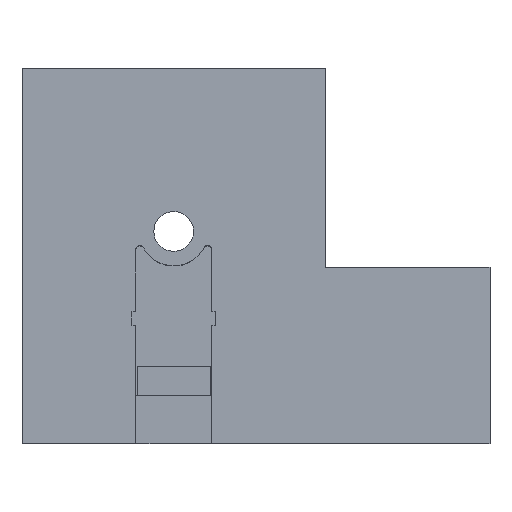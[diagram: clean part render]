
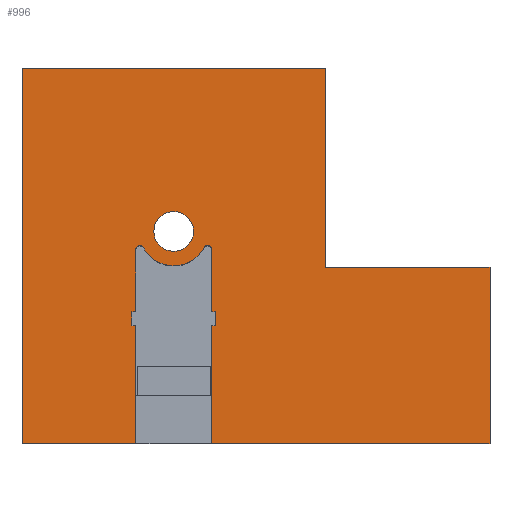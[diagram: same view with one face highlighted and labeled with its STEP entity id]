
A CAD part, top view. The second image highlights one B-rep face of the part: STEP entity #996.
In plain terms, the highlighted planar face has unit normal (0, 0, 1).
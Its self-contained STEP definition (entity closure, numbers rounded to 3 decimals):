
#56=CARTESIAN_POINT('Line Origine',(4.29,0.,14.9)) ;
#60=CARTESIAN_POINT('Vertex',(8.58,0.,14.9)) ;
#62=CARTESIAN_POINT('Vertex',(0.,0.,14.9)) ;
#83=CARTESIAN_POINT('Vertex',(35.26,0.,14.9)) ;
#86=CARTESIAN_POINT('Line Origine',(24.77,0.,14.9)) ;
#90=CARTESIAN_POINT('Vertex',(14.28,0.,14.9)) ;
#829=CARTESIAN_POINT('Axis2P3D Location',(0.,28.3,14.9)) ;
#834=CARTESIAN_POINT('Line Origine',(35.26,6.65,14.9)) ;
#838=CARTESIAN_POINT('Vertex',(35.26,13.3,14.9)) ;
#841=CARTESIAN_POINT('Line Origine',(29.06,13.3,14.9)) ;
#845=CARTESIAN_POINT('Vertex',(22.86,13.3,14.9)) ;
#848=CARTESIAN_POINT('Line Origine',(22.86,20.8,14.9)) ;
#852=CARTESIAN_POINT('Vertex',(22.86,28.3,14.9)) ;
#855=CARTESIAN_POINT('Line Origine',(11.43,28.3,14.9)) ;
#859=CARTESIAN_POINT('Vertex',(0.,28.3,14.9)) ;
#862=CARTESIAN_POINT('Line Origine',(0.,14.15,14.9)) ;
#867=CARTESIAN_POINT('Line Origine',(8.58,4.45,14.9)) ;
#871=CARTESIAN_POINT('Vertex',(8.58,8.9,14.9)) ;
#874=CARTESIAN_POINT('Line Origine',(8.43,8.9,14.9)) ;
#878=CARTESIAN_POINT('Vertex',(8.28,8.9,14.9)) ;
#881=CARTESIAN_POINT('Line Origine',(8.28,9.425,14.9)) ;
#885=CARTESIAN_POINT('Vertex',(8.28,9.95,14.9)) ;
#888=CARTESIAN_POINT('Line Origine',(8.43,9.95,14.9)) ;
#892=CARTESIAN_POINT('Vertex',(8.58,9.95,14.9)) ;
#895=CARTESIAN_POINT('Line Origine',(8.58,12.284,14.9)) ;
#899=CARTESIAN_POINT('Vertex',(8.58,14.619,14.9)) ;
#902=CARTESIAN_POINT('Axis2P3D Location',(8.88,14.619,14.9)) ;
#906=CARTESIAN_POINT('Vertex',(9.144,14.762,14.9)) ;
#909=CARTESIAN_POINT('Axis2P3D Location',(11.43,16.,14.9)) ;
#913=CARTESIAN_POINT('Vertex',(13.716,14.762,14.9)) ;
#916=CARTESIAN_POINT('Axis2P3D Location',(13.98,14.619,14.9)) ;
#920=CARTESIAN_POINT('Vertex',(14.28,14.619,14.9)) ;
#923=CARTESIAN_POINT('Line Origine',(14.28,12.284,14.9)) ;
#927=CARTESIAN_POINT('Vertex',(14.28,9.95,14.9)) ;
#930=CARTESIAN_POINT('Line Origine',(14.43,9.95,14.9)) ;
#934=CARTESIAN_POINT('Vertex',(14.58,9.95,14.9)) ;
#937=CARTESIAN_POINT('Line Origine',(14.58,9.425,14.9)) ;
#941=CARTESIAN_POINT('Vertex',(14.58,8.9,14.9)) ;
#944=CARTESIAN_POINT('Line Origine',(14.43,8.9,14.9)) ;
#948=CARTESIAN_POINT('Vertex',(14.28,8.9,14.9)) ;
#951=CARTESIAN_POINT('Line Origine',(14.28,4.45,14.9)) ;
#978=CARTESIAN_POINT('Axis2P3D Location',(11.43,16.,14.9)) ;
#982=CARTESIAN_POINT('Vertex',(12.93,16.,14.9)) ;
#984=CARTESIAN_POINT('Vertex',(9.93,16.,14.9)) ;
#987=CARTESIAN_POINT('Axis2P3D Location',(11.43,16.,14.9)) ;
#57=DIRECTION('Vector Direction',(-1.,0.,0.)) ;
#87=DIRECTION('Vector Direction',(-1.,0.,0.)) ;
#830=DIRECTION('Axis2P3D Direction',(-0.,0.,1.)) ;
#831=DIRECTION('Axis2P3D XDirection',(0.,-1.,0.)) ;
#835=DIRECTION('Vector Direction',(0.,1.,0.)) ;
#842=DIRECTION('Vector Direction',(-1.,0.,0.)) ;
#849=DIRECTION('Vector Direction',(0.,-1.,0.)) ;
#856=DIRECTION('Vector Direction',(1.,0.,0.)) ;
#863=DIRECTION('Vector Direction',(0.,-1.,0.)) ;
#868=DIRECTION('Vector Direction',(0.,-1.,0.)) ;
#875=DIRECTION('Vector Direction',(1.,0.,0.)) ;
#882=DIRECTION('Vector Direction',(0.,-1.,0.)) ;
#889=DIRECTION('Vector Direction',(-1.,0.,0.)) ;
#896=DIRECTION('Vector Direction',(0.,-1.,0.)) ;
#903=DIRECTION('Axis2P3D Direction',(-0.,0.,1.)) ;
#910=DIRECTION('Axis2P3D Direction',(-0.,0.,1.)) ;
#917=DIRECTION('Axis2P3D Direction',(-0.,0.,1.)) ;
#924=DIRECTION('Vector Direction',(0.,1.,0.)) ;
#931=DIRECTION('Vector Direction',(-1.,0.,0.)) ;
#938=DIRECTION('Vector Direction',(0.,1.,0.)) ;
#945=DIRECTION('Vector Direction',(1.,0.,0.)) ;
#952=DIRECTION('Vector Direction',(0.,1.,0.)) ;
#979=DIRECTION('Axis2P3D Direction',(-0.,0.,1.)) ;
#988=DIRECTION('Axis2P3D Direction',(-0.,0.,1.)) ;
#832=AXIS2_PLACEMENT_3D('Plane Axis2P3D',#829,#830,#831) ;
#904=AXIS2_PLACEMENT_3D('Circle Axis2P3D',#902,#903,$) ;
#911=AXIS2_PLACEMENT_3D('Circle Axis2P3D',#909,#910,$) ;
#918=AXIS2_PLACEMENT_3D('Circle Axis2P3D',#916,#917,$) ;
#980=AXIS2_PLACEMENT_3D('Circle Axis2P3D',#978,#979,$) ;
#989=AXIS2_PLACEMENT_3D('Circle Axis2P3D',#987,#988,$) ;
#957=ORIENTED_EDGE('',*,*,#92,.F.) ;
#958=ORIENTED_EDGE('',*,*,#840,.T.) ;
#959=ORIENTED_EDGE('',*,*,#847,.T.) ;
#960=ORIENTED_EDGE('',*,*,#854,.T.) ;
#961=ORIENTED_EDGE('',*,*,#861,.F.) ;
#962=ORIENTED_EDGE('',*,*,#866,.F.) ;
#963=ORIENTED_EDGE('',*,*,#64,.F.) ;
#964=ORIENTED_EDGE('',*,*,#873,.F.) ;
#965=ORIENTED_EDGE('',*,*,#880,.F.) ;
#966=ORIENTED_EDGE('',*,*,#887,.F.) ;
#967=ORIENTED_EDGE('',*,*,#894,.F.) ;
#968=ORIENTED_EDGE('',*,*,#901,.F.) ;
#969=ORIENTED_EDGE('',*,*,#908,.F.) ;
#970=ORIENTED_EDGE('',*,*,#915,.F.) ;
#971=ORIENTED_EDGE('',*,*,#922,.F.) ;
#972=ORIENTED_EDGE('',*,*,#929,.F.) ;
#973=ORIENTED_EDGE('',*,*,#936,.F.) ;
#974=ORIENTED_EDGE('',*,*,#943,.F.) ;
#975=ORIENTED_EDGE('',*,*,#950,.F.) ;
#976=ORIENTED_EDGE('',*,*,#955,.F.) ;
#993=ORIENTED_EDGE('',*,*,#986,.F.) ;
#994=ORIENTED_EDGE('',*,*,#991,.F.) ;
#995=FACE_BOUND('',#992,.T.) ;
#58=VECTOR('Line Direction',#57,1.) ;
#88=VECTOR('Line Direction',#87,1.) ;
#836=VECTOR('Line Direction',#835,1.) ;
#843=VECTOR('Line Direction',#842,1.) ;
#850=VECTOR('Line Direction',#849,1.) ;
#857=VECTOR('Line Direction',#856,1.) ;
#864=VECTOR('Line Direction',#863,1.) ;
#869=VECTOR('Line Direction',#868,1.) ;
#876=VECTOR('Line Direction',#875,1.) ;
#883=VECTOR('Line Direction',#882,1.) ;
#890=VECTOR('Line Direction',#889,1.) ;
#897=VECTOR('Line Direction',#896,1.) ;
#925=VECTOR('Line Direction',#924,1.) ;
#932=VECTOR('Line Direction',#931,1.) ;
#939=VECTOR('Line Direction',#938,1.) ;
#946=VECTOR('Line Direction',#945,1.) ;
#953=VECTOR('Line Direction',#952,1.) ;
#996=ADVANCED_FACE('HOUSING',(#977,#995),#833,.T.) ;
#905=CIRCLE('generated circle',#904,0.3) ;
#912=CIRCLE('generated circle',#911,2.6) ;
#919=CIRCLE('generated circle',#918,0.3) ;
#981=CIRCLE('generated circle',#980,1.5) ;
#990=CIRCLE('generated circle',#989,1.5) ;
#64=EDGE_CURVE('',#61,#63,#59,.T.) ;
#92=EDGE_CURVE('',#84,#91,#89,.T.) ;
#840=EDGE_CURVE('',#84,#839,#837,.T.) ;
#847=EDGE_CURVE('',#839,#846,#844,.T.) ;
#854=EDGE_CURVE('',#846,#853,#851,.F.) ;
#861=EDGE_CURVE('',#860,#853,#858,.T.) ;
#866=EDGE_CURVE('',#63,#860,#865,.F.) ;
#873=EDGE_CURVE('',#872,#61,#870,.T.) ;
#880=EDGE_CURVE('',#879,#872,#877,.T.) ;
#887=EDGE_CURVE('',#886,#879,#884,.T.) ;
#894=EDGE_CURVE('',#893,#886,#891,.T.) ;
#901=EDGE_CURVE('',#900,#893,#898,.T.) ;
#908=EDGE_CURVE('',#907,#900,#905,.T.) ;
#915=EDGE_CURVE('',#914,#907,#912,.F.) ;
#922=EDGE_CURVE('',#921,#914,#919,.T.) ;
#929=EDGE_CURVE('',#928,#921,#926,.T.) ;
#936=EDGE_CURVE('',#935,#928,#933,.T.) ;
#943=EDGE_CURVE('',#942,#935,#940,.T.) ;
#950=EDGE_CURVE('',#949,#942,#947,.T.) ;
#955=EDGE_CURVE('',#91,#949,#954,.T.) ;
#986=EDGE_CURVE('',#983,#985,#981,.T.) ;
#991=EDGE_CURVE('',#985,#983,#990,.T.) ;
#956=EDGE_LOOP('',(#957,#958,#959,#960,#961,#962,#963,#964,#965,#966,#967,#968,#969,#970,#971,#972,#973,#974,#975,#976)) ;
#992=EDGE_LOOP('',(#993,#994)) ;
#977=FACE_OUTER_BOUND('',#956,.T.) ;
#59=LINE('Line',#56,#58) ;
#89=LINE('Line',#86,#88) ;
#837=LINE('Line',#834,#836) ;
#844=LINE('Line',#841,#843) ;
#851=LINE('Line',#848,#850) ;
#858=LINE('Line',#855,#857) ;
#865=LINE('Line',#862,#864) ;
#870=LINE('Line',#867,#869) ;
#877=LINE('Line',#874,#876) ;
#884=LINE('Line',#881,#883) ;
#891=LINE('Line',#888,#890) ;
#898=LINE('Line',#895,#897) ;
#926=LINE('Line',#923,#925) ;
#933=LINE('Line',#930,#932) ;
#940=LINE('Line',#937,#939) ;
#947=LINE('Line',#944,#946) ;
#954=LINE('Line',#951,#953) ;
#833=PLANE('',#832) ;
#61=VERTEX_POINT('',#60) ;
#63=VERTEX_POINT('',#62) ;
#84=VERTEX_POINT('',#83) ;
#91=VERTEX_POINT('',#90) ;
#839=VERTEX_POINT('',#838) ;
#846=VERTEX_POINT('',#845) ;
#853=VERTEX_POINT('',#852) ;
#860=VERTEX_POINT('',#859) ;
#872=VERTEX_POINT('',#871) ;
#879=VERTEX_POINT('',#878) ;
#886=VERTEX_POINT('',#885) ;
#893=VERTEX_POINT('',#892) ;
#900=VERTEX_POINT('',#899) ;
#907=VERTEX_POINT('',#906) ;
#914=VERTEX_POINT('',#913) ;
#921=VERTEX_POINT('',#920) ;
#928=VERTEX_POINT('',#927) ;
#935=VERTEX_POINT('',#934) ;
#942=VERTEX_POINT('',#941) ;
#949=VERTEX_POINT('',#948) ;
#983=VERTEX_POINT('',#982) ;
#985=VERTEX_POINT('',#984) ;
